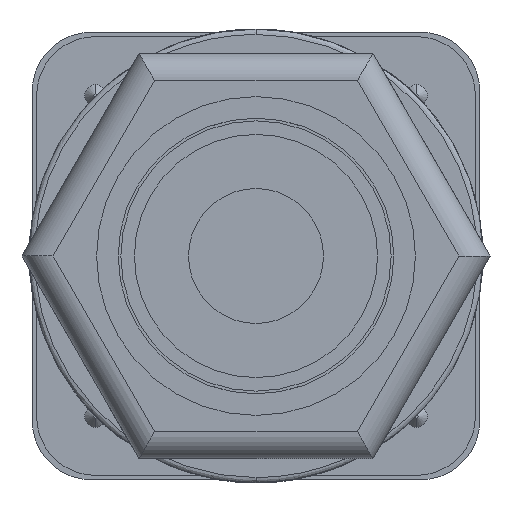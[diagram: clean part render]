
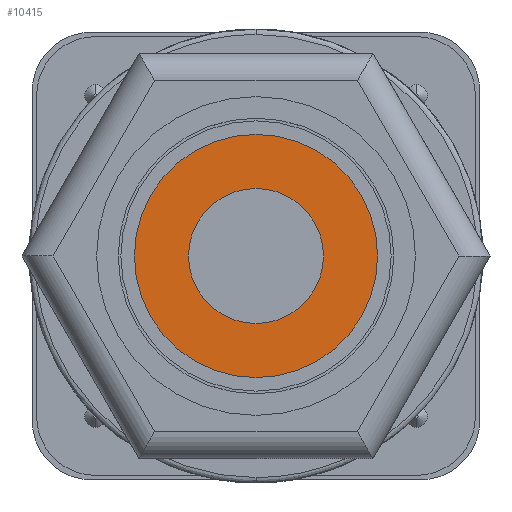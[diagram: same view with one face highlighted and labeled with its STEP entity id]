
A CAD part, front view. The second image highlights one B-rep face of the part: STEP entity #10415.
In plain terms, the highlighted planar face has unit normal (0, -1, 0).
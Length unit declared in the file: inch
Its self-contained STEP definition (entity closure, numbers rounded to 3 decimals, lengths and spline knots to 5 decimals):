
#269 = DIRECTION ( 'NONE',  ( 0., 1., 0. ) ) ;
#366 = CARTESIAN_POINT ( 'NONE',  ( 0.06306, -0.6, -0.05406 ) ) ;
#381 = EDGE_LOOP ( 'NONE', ( #1421, #8893 ) ) ;
#1018 = CARTESIAN_POINT ( 'NONE',  ( 0.06306, -0.6, 0.18344 ) ) ;
#1421 = ORIENTED_EDGE ( 'NONE', *, *, #14501, .F. ) ;
#1773 = EDGE_CURVE ( 'NONE', #2923, #7405, #7438, .T. ) ;
#2356 = AXIS2_PLACEMENT_3D ( 'NONE', #366, #9633, #6586 ) ;
#2777 = CARTESIAN_POINT ( 'NONE',  ( 0.06306, -0.6, 0.05844 ) ) ;
#2923 = VERTEX_POINT ( 'NONE', #4592 ) ;
#3083 = DIRECTION ( 'NONE',  ( 0., 1., 0. ) ) ;
#3720 = AXIS2_PLACEMENT_3D ( 'NONE', #9752, #3083, #14387 ) ;
#3740 = DIRECTION ( 'NONE',  ( 0., 1., 0. ) ) ;
#3953 = CIRCLE ( 'NONE', #3720, 0.225 ) ;
#4424 = CIRCLE ( 'NONE', #12908, 0.125 ) ;
#4592 = CARTESIAN_POINT ( 'NONE',  ( 0.06306, -0.6, -0.06656 ) ) ;
#5122 = DIRECTION ( 'NONE',  ( 0., 1., 0. ) ) ;
#5251 = AXIS2_PLACEMENT_3D ( 'NONE', #12022, #3740, #9671 ) ;
#5816 = DIRECTION ( 'NONE',  ( 0., 0., 1. ) ) ;
#6286 = FACE_OUTER_BOUND ( 'NONE', #381, .T. ) ;
#6586 = DIRECTION ( 'NONE',  ( 0., 0., -1. ) ) ;
#6975 = EDGE_LOOP ( 'NONE', ( #9036, #14364 ) ) ;
#7405 = VERTEX_POINT ( 'NONE', #1018 ) ;
#7438 = CIRCLE ( 'NONE', #5251, 0.125 ) ;
#8055 = EDGE_CURVE ( 'NONE', #7405, #2923, #4424, .T. ) ;
#8893 = ORIENTED_EDGE ( 'NONE', *, *, #14381, .F. ) ;
#9036 = ORIENTED_EDGE ( 'NONE', *, *, #1773, .T. ) ;
#9087 = CARTESIAN_POINT ( 'NONE',  ( 0.06306, -0.6, -0.16656 ) ) ;
#9633 = DIRECTION ( 'NONE',  ( 0., -1., 0. ) ) ;
#9671 = DIRECTION ( 'NONE',  ( 0., 0., -1. ) ) ;
#9752 = CARTESIAN_POINT ( 'NONE',  ( 0.06306, -0.6, 0.05844 ) ) ;
#9760 = DIRECTION ( 'NONE',  ( 0., 0., -1. ) ) ;
#9886 = CARTESIAN_POINT ( 'NONE',  ( 0.06306, -0.6, 0.28344 ) ) ;
#10415 = ADVANCED_FACE ( 'NONE', ( #6286, #10764 ), #12894, .T. ) ;
#10670 = CARTESIAN_POINT ( 'NONE',  ( 0.06306, -0.6, 0.05844 ) ) ;
#10764 = FACE_BOUND ( 'NONE', #6975, .T. ) ;
#10994 = CIRCLE ( 'NONE', #14899, 0.225 ) ;
#11080 = VERTEX_POINT ( 'NONE', #9886 ) ;
#12022 = CARTESIAN_POINT ( 'NONE',  ( 0.06306, -0.6, 0.05844 ) ) ;
#12094 = VERTEX_POINT ( 'NONE', #9087 ) ;
#12894 = PLANE ( 'NONE',  #2356 ) ;
#12908 = AXIS2_PLACEMENT_3D ( 'NONE', #2777, #5122, #9760 ) ;
#14364 = ORIENTED_EDGE ( 'NONE', *, *, #8055, .T. ) ;
#14381 = EDGE_CURVE ( 'NONE', #12094, #11080, #10994, .T. ) ;
#14387 = DIRECTION ( 'NONE',  ( 0., 0., 1. ) ) ;
#14501 = EDGE_CURVE ( 'NONE', #11080, #12094, #3953, .T. ) ;
#14899 = AXIS2_PLACEMENT_3D ( 'NONE', #10670, #269, #5816 ) ;
